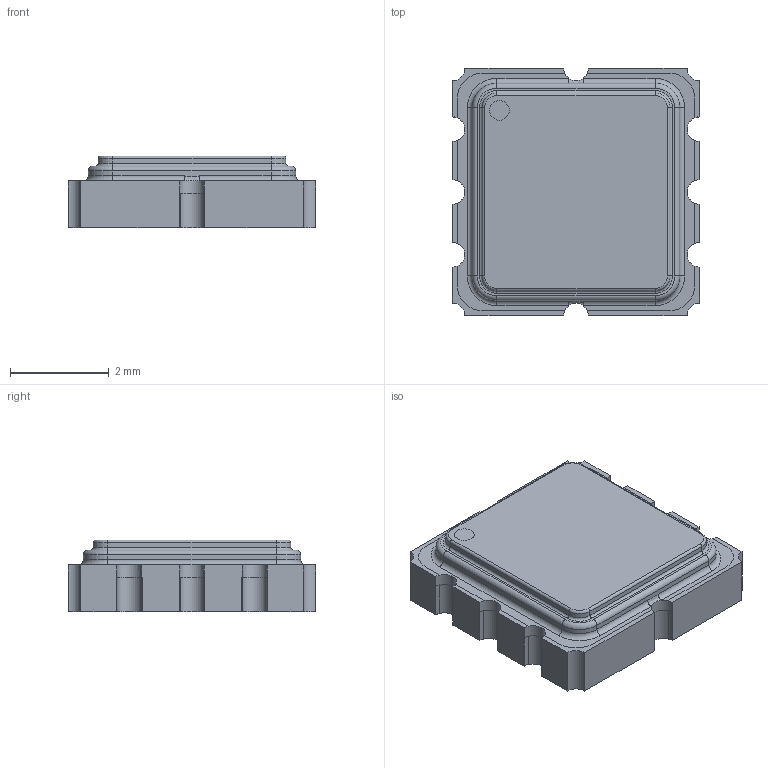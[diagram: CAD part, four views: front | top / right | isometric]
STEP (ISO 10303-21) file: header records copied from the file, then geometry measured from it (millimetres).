
FILE_DESCRIPTION (( 'STEP AP214' ), '1' );
FILE_NAME ('ADR1399KEZ.STEP', '2024-05-18T14:33:10', ( '' ), ( '' ), 'SwSTEP 2.0', 'SolidWorks 2023', '' );
FILE_SCHEMA (( 'AUTOMOTIVE_DESIGN' ));
Length unit declared in the file: millimetre
Products named in the file (1): ADR1399KEZ
Bounding box: 5 x 5 x 1.45 mm (x, y, z)
Volume: 31.3 mm3; surface area: 121.5 mm2
Topology: 9 solids, 9 shells, 253 faces, 673 edges, 440 vertices
Faces by surface type: plane 154, cylinder 81, torus 16, bspline 2
Entity records: 10773 total; most frequent: CARTESIAN_POINT 1411, DIRECTION 1379, ORIENTED_EDGE 1346, EDGE_CURVE 673, LINE 467, VECTOR 467, AXIS2_PLACEMENT_3D 456, VERTEX_POINT 440
